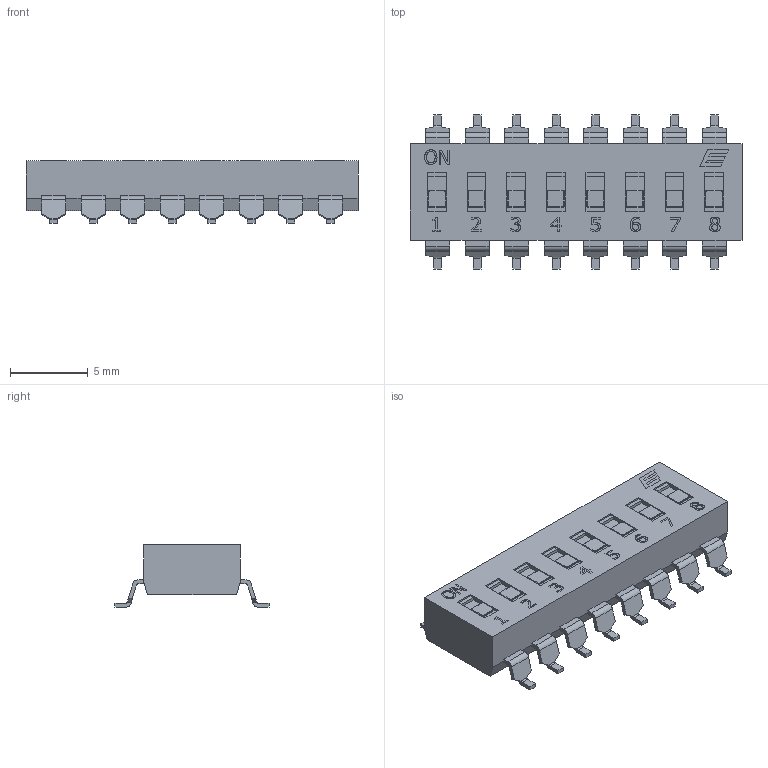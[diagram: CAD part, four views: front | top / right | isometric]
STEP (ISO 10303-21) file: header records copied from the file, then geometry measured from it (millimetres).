
FILE_DESCRIPTION(/* description */ (''),/* implementation_level */ '2;1');
FILE_NAME(/* name */ 'KAG08SGGx.stp',/* time_stamp */ '2025-05-21T10:14:59-05:00',/* author */ ('mroman'),/* organization */ (''),/* preprocessor_version */ 'ST-DEVELOPER v18.1',/* originating_system */ 'Autodesk Inventor 2022',/* authorisation */ '');
FILE_SCHEMA (('AUTOMOTIVE_DESIGN { 1 0 10303 214 3 1 1 }'));
Length unit declared in the file: centimetre
Products named in the file (1): KAG08SGGx
Bounding box: 21.32 x 9.9 x 4 mm (x, y, z)
Volume: 428.4 mm3; surface area: 580 mm2
Topology: 1 solids, 1 shells, 686 faces, 1836 edges, 1176 vertices
Faces by surface type: plane 430, cylinder 128, bspline 96, torus 32
Entity records: 21934 total; most frequent: CARTESIAN_POINT 5234, ORIENTED_EDGE 3672, DIRECTION 3114, EDGE_CURVE 1836, LINE 1356, VECTOR 1356, VERTEX_POINT 1176, AXIS2_PLACEMENT_3D 879
